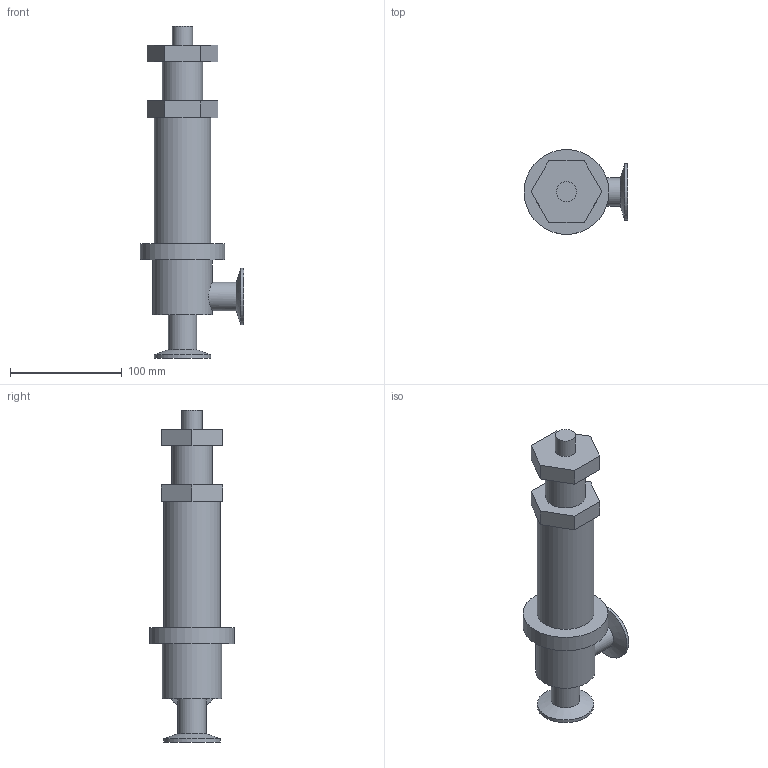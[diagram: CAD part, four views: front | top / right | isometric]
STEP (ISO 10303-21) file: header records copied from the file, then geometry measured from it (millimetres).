
FILE_DESCRIPTION(/* description */ (''),/* implementation_level */ '2;1');
FILE_NAME(/* name */ 'WR_C_10.stp',/* time_stamp */ '2021-08-23T13:54:58+09:00',/* author */ ('m'),/* organization */ (''),/* preprocessor_version */ 'ST-DEVELOPER v18.1',/* originating_system */ 'Autodesk Inventor 2021',/* authorisation */ '');
FILE_SCHEMA (('AUTOMOTIVE_DESIGN { 1 0 10303 214 3 1 1 }'));
Length unit declared in the file: millimetre
Products named in the file (1): WR_C_10
Bounding box: 93 x 76 x 297 mm (x, y, z)
Volume: 541989.6 mm3; surface area: 70077.6 mm2
Topology: 1 solids, 1 shells, 37 faces, 75 edges, 49 vertices
Faces by surface type: plane 23, cylinder 12, cone 2
Full cylindrical faces by diameter (mm): 18 x1, 23 x2, 25.4 x2, 36 x1, 50.5 x2, 50.8 x1, 53 x1, 76 x1
Entity records: 1081 total; most frequent: CARTESIAN_POINT 247, DIRECTION 166, ORIENTED_EDGE 150, EDGE_CURVE 75, AXIS2_PLACEMENT_3D 58, LINE 50, VECTOR 50, VERTEX_POINT 49
